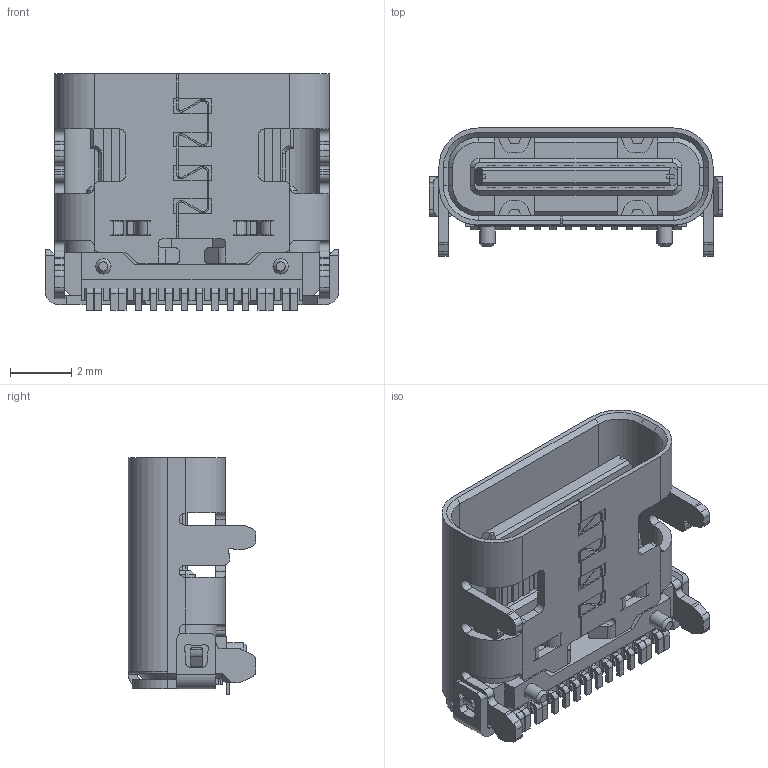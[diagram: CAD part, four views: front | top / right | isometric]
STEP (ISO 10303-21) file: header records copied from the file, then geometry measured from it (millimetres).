
FILE_DESCRIPTION(/* description */ ('STEP AP242','CAx-IF Rec.Pracs.---Representation and Presentation of Product Manufacturing Information (PMI)---4.0---2014-10-13','CAx-IF Rec.Pracs.---3D Tessellated Geometry---0.4---2014-09-14','2;1'),/* implementation_level */ '2;1');
FILE_NAME(/* name */ '638bb0e9b846fc4e8d6f9121',/* time_stamp */ '2022-12-03T20:26:19+00:00',/* author */ (''),/* organization */ (''),/* preprocessor_version */ 'ST-DEVELOPER v18.102',/* originating_system */ ' ',/* authorisation */ ' ');
FILE_SCHEMA (('AP242_MANAGED_MODEL_BASED_3D_ENGINEERING_MIM_LF { 1 0 10303 442 1 1 4 }'));
Length unit declared in the file: metre
Products named in the file (44): USB4105
Bounding box: 9.58 x 4.16 x 7.71 mm (x, y, z)
Volume: 116.6 mm3; surface area: 563.8 mm2
Topology: 44 solids, 44 shells, 971 faces, 2570 edges, 1678 vertices
Faces by surface type: plane 723, cylinder 220, cone 24, bspline 4
Full cylindrical faces by diameter (mm): 0.5 x2
Entity records: 30948 total; most frequent: CARTESIAN_POINT 5415, ORIENTED_EDGE 5124, DIRECTION 5032, EDGE_CURVE 2562, LINE 2066, VECTOR 2066, VERTEX_POINT 1674, AXIS2_PLACEMENT_3D 1483
